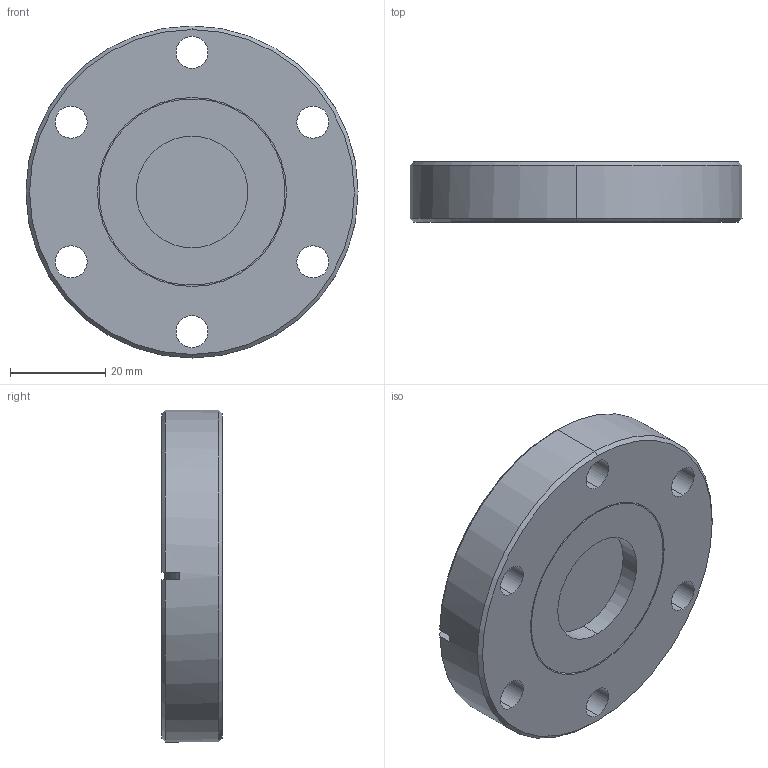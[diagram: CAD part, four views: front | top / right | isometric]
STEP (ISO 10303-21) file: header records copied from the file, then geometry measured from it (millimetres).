
FILE_DESCRIPTION (( 'STEP AP203' ), '1' );
FILE_NAME ('A4585-1-CF.STEP', '2012-02-14T13:50:06', ( '' ), ( '' ), 'SwSTEP 2.0', 'SolidWorks 2011', '' );
FILE_SCHEMA (( 'CONFIG_CONTROL_DESIGN' ));
Length unit declared in the file: inch
Products named in the file (1): A4585-1-CF
Bounding box: 69.85 x 12.7 x 69.85 mm (x, y, z)
Volume: 37106.4 mm3; surface area: 18248.1 mm2
Topology: 1 solids, 1 shells, 70 faces, 162 edges, 105 vertices
Faces by surface type: cylinder 42, plane 19, cone 7, torus 2
Entity records: 2145 total; most frequent: DIRECTION 393, CARTESIAN_POINT 365, ORIENTED_EDGE 324, AXIS2_PLACEMENT_3D 168, EDGE_CURVE 162, VERTEX_POINT 105, CIRCLE 97, EDGE_LOOP 93
